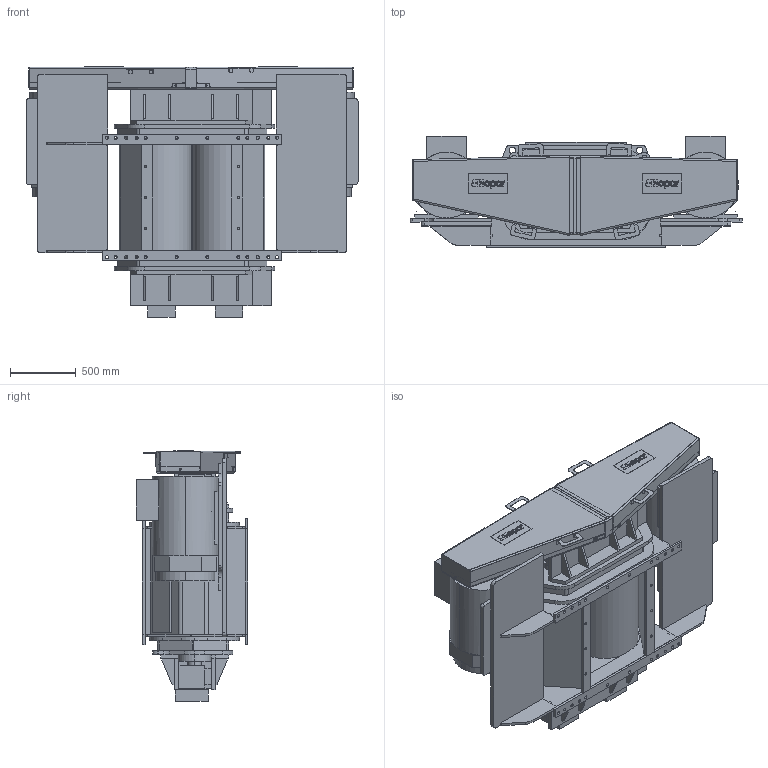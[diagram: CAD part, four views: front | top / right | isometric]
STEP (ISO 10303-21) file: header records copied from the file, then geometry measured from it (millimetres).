
FILE_DESCRIPTION (( 'STEP AP214' ), '1' );
FILE_NAME ('KRLC800.STEP', '2025-01-16T11:12:52', ( '' ), ( '' ), 'SwSTEP 2.0', 'SolidWorks 2022', '' );
FILE_SCHEMA (( 'AUTOMOTIVE_DESIGN' ));
Length unit declared in the file: millimetre
Products named in the file (1): KRLC800
Bounding box: 2519.98 x 847.83 x 1901.5 mm (x, y, z)
Surface area: 36549935.3 mm2 (no closed solid volume)
Topology: 0 solids, 82 shells, 1745 faces, 4510 edges, 2926 vertices
Faces by surface type: plane 1056, cylinder 675, bspline 10, cone 4
Entity records: 69106 total; most frequent: CARTESIAN_POINT 10385, DIRECTION 9314, ORIENTED_EDGE 8994, EDGE_CURVE 4510, AXIS2_PLACEMENT_3D 3112, VECTOR 3090, LINE 3090, VERTEX_POINT 2926
